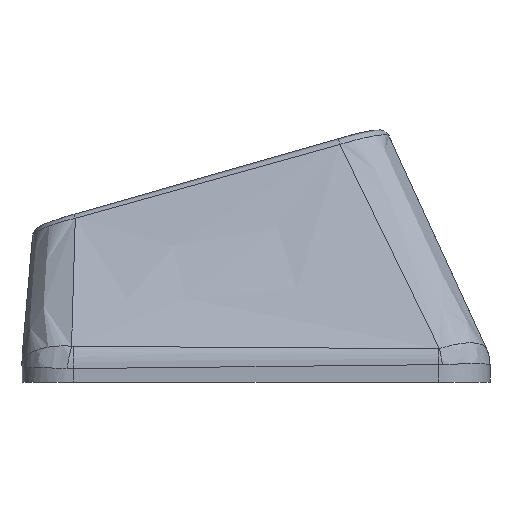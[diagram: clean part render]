
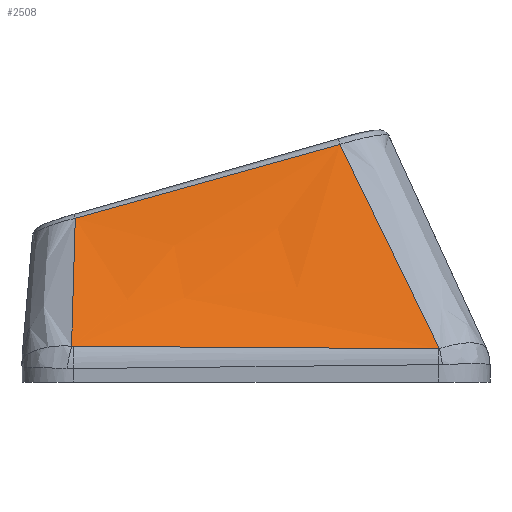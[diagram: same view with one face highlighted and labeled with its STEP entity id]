
A CAD part, left-side view. The second image highlights one B-rep face of the part: STEP entity #2508.
In plain terms, the highlighted free-form (B-spline) face has degree [3, 3] with [4, 4] control points.
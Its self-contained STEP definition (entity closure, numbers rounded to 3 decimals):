
#54=B_SPLINE_SURFACE_WITH_KNOTS('',3,3,((#6027,#6028,#6029,#6030),(#6031,
#6032,#6033,#6034),(#6035,#6036,#6037,#6038),(#6039,#6040,#6041,#6042)),
 .UNSPECIFIED.,.F.,.F.,.F.,(4,4),(4,4),(0.101,0.894),
(0.029,0.966),.UNSPECIFIED.);
#546=FACE_OUTER_BOUND('',#684,.T.);
#684=EDGE_LOOP('',(#2253,#2254,#2255,#2256,#2257,#2258));
#888=B_SPLINE_CURVE_WITH_KNOTS('',3,(#5547,#5548,#5549,#5550),
 .UNSPECIFIED.,.F.,.F.,(4,4),(0.,0.004),
 .UNSPECIFIED.);
#890=B_SPLINE_CURVE_WITH_KNOTS('',3,(#5574,#5575,#5576,#5577),
 .UNSPECIFIED.,.F.,.F.,(4,4),(0.,1.416),.UNSPECIFIED.);
#892=B_SPLINE_CURVE_WITH_KNOTS('',3,(#5601,#5602,#5603,#5604),
 .UNSPECIFIED.,.F.,.F.,(4,4),(0.,0.006),
 .UNSPECIFIED.);
#914=B_SPLINE_CURVE_WITH_KNOTS('',3,(#6017,#6018,#6019,#6020),
 .UNSPECIFIED.,.F.,.F.,(4,4),(-0.632,-0.023),
 .UNSPECIFIED.);
#916=B_SPLINE_CURVE_WITH_KNOTS('',3,(#6044,#6045,#6046,#6047),
 .UNSPECIFIED.,.F.,.F.,(4,4),(0.029,0.98),
 .UNSPECIFIED.);
#917=B_SPLINE_CURVE_WITH_KNOTS('',3,(#6048,#6049,#6050,#6051),
 .UNSPECIFIED.,.F.,.F.,(4,4),(-1.066,0.),.UNSPECIFIED.);
#1160=VERTEX_POINT('',#5506);
#1164=VERTEX_POINT('',#5540);
#1166=VERTEX_POINT('',#5567);
#1168=VERTEX_POINT('',#5594);
#1195=VERTEX_POINT('',#6016);
#1196=VERTEX_POINT('',#6043);
#1520=EDGE_CURVE('',#1160,#1164,#888,.T.);
#1523=EDGE_CURVE('',#1164,#1166,#890,.T.);
#1526=EDGE_CURVE('',#1166,#1168,#892,.T.);
#1567=EDGE_CURVE('',#1168,#1195,#914,.T.);
#1569=EDGE_CURVE('',#1196,#1160,#916,.T.);
#1570=EDGE_CURVE('',#1195,#1196,#917,.T.);
#2253=ORIENTED_EDGE('',*,*,#1526,.F.);
#2254=ORIENTED_EDGE('',*,*,#1523,.F.);
#2255=ORIENTED_EDGE('',*,*,#1520,.F.);
#2256=ORIENTED_EDGE('',*,*,#1569,.F.);
#2257=ORIENTED_EDGE('',*,*,#1570,.F.);
#2258=ORIENTED_EDGE('',*,*,#1567,.F.);
#2508=ADVANCED_FACE('',(#546),#54,.T.);
#5506=CARTESIAN_POINT('',(-25.615,-7.115,0.297));
#5540=CARTESIAN_POINT('',(-25.616,-7.076,0.294));
#5547=CARTESIAN_POINT('Ctrl Pts',(-25.615,-7.115,0.297));
#5548=CARTESIAN_POINT('Ctrl Pts',(-25.616,-7.102,0.295));
#5549=CARTESIAN_POINT('Ctrl Pts',(-25.616,-7.089,0.294));
#5550=CARTESIAN_POINT('Ctrl Pts',(-25.616,-7.076,0.294));
#5567=CARTESIAN_POINT('',(-25.474,7.094,0.389));
#5574=CARTESIAN_POINT('Ctrl Pts',(-25.616,-7.076,0.294));
#5575=CARTESIAN_POINT('Ctrl Pts',(-25.589,-2.354,0.32));
#5576=CARTESIAN_POINT('Ctrl Pts',(-25.552,2.368,0.352));
#5577=CARTESIAN_POINT('Ctrl Pts',(-25.474,7.094,0.389));
#5594=CARTESIAN_POINT('',(-25.469,7.158,0.395));
#5601=CARTESIAN_POINT('Ctrl Pts',(-25.474,7.094,0.389));
#5602=CARTESIAN_POINT('Ctrl Pts',(-25.474,7.115,0.389));
#5603=CARTESIAN_POINT('Ctrl Pts',(-25.472,7.137,0.391));
#5604=CARTESIAN_POINT('Ctrl Pts',(-25.469,7.158,0.395));
#6016=CARTESIAN_POINT('',(-21.991,7.013,5.357));
#6017=CARTESIAN_POINT('Ctrl Pts',(-25.469,7.158,0.395));
#6018=CARTESIAN_POINT('Ctrl Pts',(-24.302,7.09,2.045));
#6019=CARTESIAN_POINT('Ctrl Pts',(-23.143,7.038,3.7));
#6020=CARTESIAN_POINT('Ctrl Pts',(-21.991,7.013,5.357));
#6027=CARTESIAN_POINT('Ctrl Pts',(-21.972,-3.694,8.338));
#6028=CARTESIAN_POINT('Ctrl Pts',(-23.187,-4.835,5.656));
#6029=CARTESIAN_POINT('Ctrl Pts',(-24.401,-5.976,2.975));
#6030=CARTESIAN_POINT('Ctrl Pts',(-25.616,-7.117,0.294));
#6031=CARTESIAN_POINT('Ctrl Pts',(-21.972,-0.065,
7.337));
#6032=CARTESIAN_POINT('Ctrl Pts',(-23.187,-0.83,4.977));
#6033=CARTESIAN_POINT('Ctrl Pts',(-24.401,-1.594,2.618));
#6034=CARTESIAN_POINT('Ctrl Pts',(-25.616,-2.359,0.259));
#6035=CARTESIAN_POINT('Ctrl Pts',(-21.972,3.564,6.336));
#6036=CARTESIAN_POINT('Ctrl Pts',(-23.187,3.175,4.298));
#6037=CARTESIAN_POINT('Ctrl Pts',(-24.401,2.787,2.261));
#6038=CARTESIAN_POINT('Ctrl Pts',(-25.616,2.398,0.223));
#6039=CARTESIAN_POINT('Ctrl Pts',(-21.972,7.193,5.335));
#6040=CARTESIAN_POINT('Ctrl Pts',(-23.187,7.18,3.619));
#6041=CARTESIAN_POINT('Ctrl Pts',(-24.401,7.168,1.904));
#6042=CARTESIAN_POINT('Ctrl Pts',(-25.616,7.156,0.188));
#6043=CARTESIAN_POINT('',(-21.972,-3.254,8.216));
#6044=CARTESIAN_POINT('Ctrl Pts',(-21.972,-3.254,8.216));
#6045=CARTESIAN_POINT('Ctrl Pts',(-23.204,-4.554,5.588));
#6046=CARTESIAN_POINT('Ctrl Pts',(-24.414,-5.839,2.946));
#6047=CARTESIAN_POINT('Ctrl Pts',(-25.615,-7.115,0.297));
#6048=CARTESIAN_POINT('Ctrl Pts',(-21.991,7.013,5.357));
#6049=CARTESIAN_POINT('Ctrl Pts',(-21.988,3.588,6.3));
#6050=CARTESIAN_POINT('Ctrl Pts',(-21.979,0.166,7.256));
#6051=CARTESIAN_POINT('Ctrl Pts',(-21.972,-3.254,8.216));
